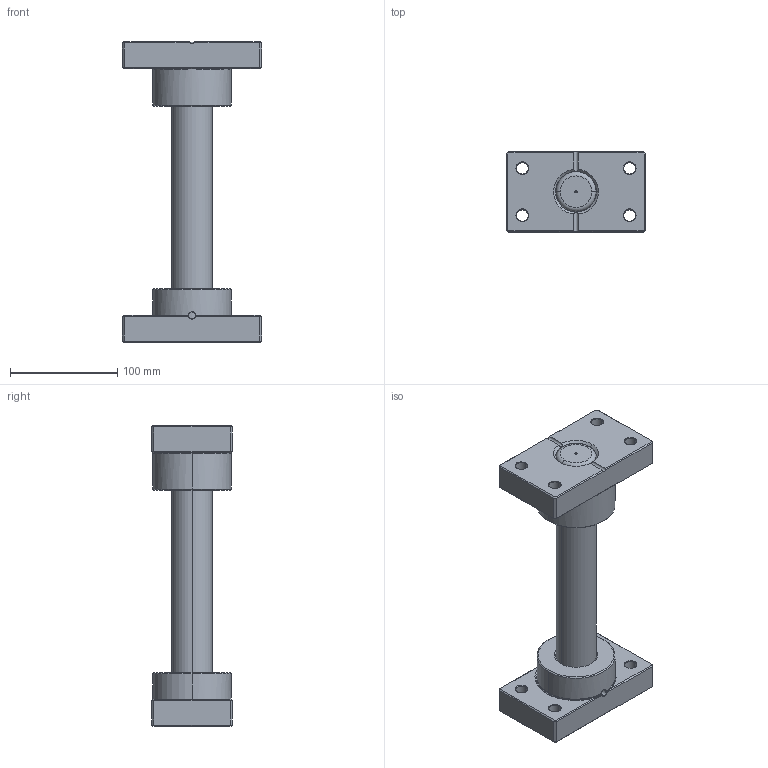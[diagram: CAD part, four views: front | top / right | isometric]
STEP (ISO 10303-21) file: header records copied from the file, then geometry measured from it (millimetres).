
FILE_DESCRIPTION (( 'STEP AP214' ), '1' );
FILE_NAME ('HY-D38-L280.STEP', '2021-09-17T06:36:43', ( 'User' ), ( 'china' ), 'SwSTEP 2.0', 'SolidWorks 2016', '' );
FILE_SCHEMA (( 'AUTOMOTIVE_DESIGN' ));
Length unit declared in the file: millimetre
Products named in the file (4): SZB-D38; MGP-D38-L280; MGH38; HY-D38-L280
Assembly tree (3 placements, depth 2):
  HY-D38-L280
    MGH38
    MGP-D38-L280
    SZB-D38
Bounding box: 130 x 75 x 280.29 mm (x, y, z)
Volume: 906617 mm3; surface area: 121796.9 mm2
Topology: 3 solids, 3 shells, 206 faces, 484 edges, 280 vertices
Faces by surface type: plane 75, cone 56, cylinder 55, torus 16, bspline 4
Entity records: 6248 total; most frequent: CARTESIAN_POINT 1309, DIRECTION 1058, ORIENTED_EDGE 956, EDGE_CURVE 478, AXIS2_PLACEMENT_3D 399, VERTEX_POINT 280, VECTOR 260, LINE 260
